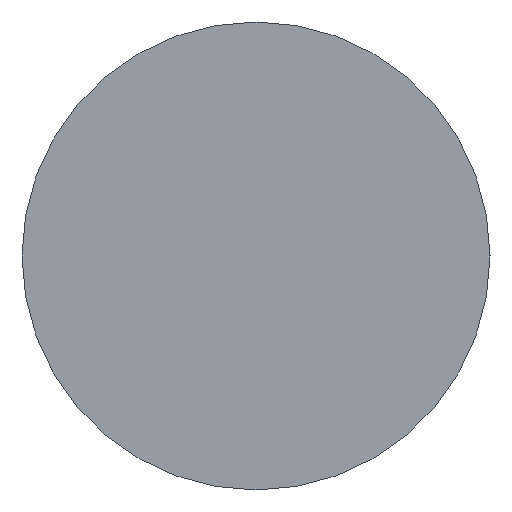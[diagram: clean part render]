
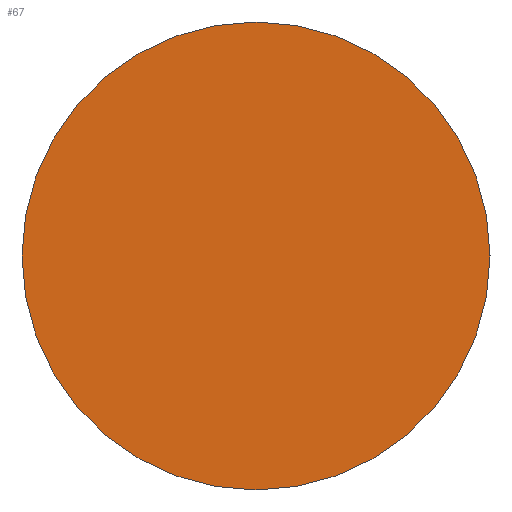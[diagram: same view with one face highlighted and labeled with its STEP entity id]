
A CAD part, left-side view. The second image highlights one B-rep face of the part: STEP entity #67.
In plain terms, the highlighted planar face has unit normal (-1, 0, 0).
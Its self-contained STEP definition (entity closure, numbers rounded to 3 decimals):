
#31=FACE_OUTER_BOUND($,#37,.T.);
#37=EDGE_LOOP($,(#56));
#45=CIRCLE($,#80,3.25);
#48=VERTEX_POINT($,#123);
#52=EDGE_CURVE($,#48,#48,#45,.T.);
#56=ORIENTED_EDGE($,*,*,#52,.F.);
#64=PLANE($,#79);
#67=ADVANCED_FACE($,(#31),#64,.T.);
#79=AXIS2_PLACEMENT_3D($,#122,#96,#97);
#80=AXIS2_PLACEMENT_3D($,#124,#98,#99);
#96=DIRECTION('center_axis',(-1.,0.,0.));
#97=DIRECTION('ref_axis',(0.,0.,1.));
#98=DIRECTION('center_axis',(1.,0.,0.));
#99=DIRECTION('ref_axis',(0.,1.,0.));
#122=CARTESIAN_POINT('Origin',(0.,1.625,0.));
#123=CARTESIAN_POINT('',(0.,3.25,0.));
#124=CARTESIAN_POINT('Origin',(0.,0.,0.));
